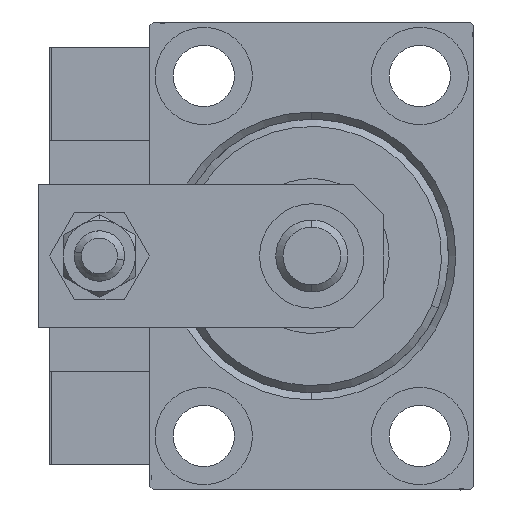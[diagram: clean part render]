
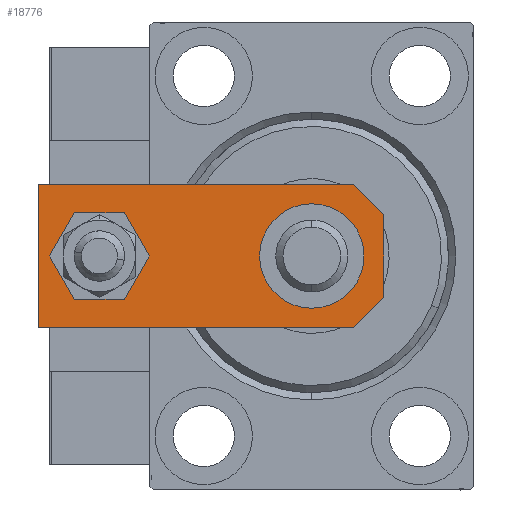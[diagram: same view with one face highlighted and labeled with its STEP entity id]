
A CAD part, left-side view. The second image highlights one B-rep face of the part: STEP entity #18776.
In plain terms, the highlighted face is planar.
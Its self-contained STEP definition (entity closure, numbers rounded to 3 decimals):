
#53 = DIRECTION ( 'NONE',  ( 1., 0., 0. ) ) ;
#118 = EDGE_CURVE ( 'NONE', #8724, #31895, #21269, .T. ) ;
#2094 = CARTESIAN_POINT ( 'NONE',  ( -7.25, 10., 6. ) ) ;
#2215 = EDGE_CURVE ( 'NONE', #4006, #13811, #14838, .T. ) ;
#2815 = CARTESIAN_POINT ( 'NONE',  ( 0., 39.5, 6. ) ) ;
#3019 = ORIENTED_EDGE ( 'NONE', *, *, #5872, .T. ) ;
#3393 = CARTESIAN_POINT ( 'NONE',  ( 0., 39.5, 6. ) ) ;
#3395 = EDGE_LOOP ( 'NONE', ( #42328, #18893 ) ) ;
#3459 = AXIS2_PLACEMENT_3D ( 'NONE', #17513, #26533, #30269 ) ;
#4006 = VERTEX_POINT ( 'NONE', #46490 ) ;
#4805 = CARTESIAN_POINT ( 'NONE',  ( 0., 0., 6. ) ) ;
#4808 = DIRECTION ( 'NONE',  ( 0.707, -0.707, 0. ) ) ;
#5872 = EDGE_CURVE ( 'NONE', #42952, #39252, #33445, .T. ) ;
#5909 = EDGE_CURVE ( 'NONE', #37770, #43763, #48848, .T. ) ;
#6066 = ORIENTED_EDGE ( 'NONE', *, *, #5909, .F. ) ;
#6383 = VERTEX_POINT ( 'NONE', #29286 ) ;
#6528 = CARTESIAN_POINT ( 'NONE',  ( -4., 39.5, 6. ) ) ;
#7243 = VERTEX_POINT ( 'NONE', #9278 ) ;
#8270 = DIRECTION ( 'NONE',  ( 0., 0., 1. ) ) ;
#8356 = VECTOR ( 'NONE', #53, 1000. ) ;
#8724 = VERTEX_POINT ( 'NONE', #44252 ) ;
#8786 = DIRECTION ( 'NONE',  ( 0., 1., 0. ) ) ;
#9278 = CARTESIAN_POINT ( 'NONE',  ( -10., 48., 6. ) ) ;
#9792 = LINE ( 'NONE', #26006, #32525 ) ;
#9800 = CARTESIAN_POINT ( 'NONE',  ( 10., 4.24, 6. ) ) ;
#9974 = DIRECTION ( 'NONE',  ( 0., 0., 1. ) ) ;
#10858 = DIRECTION ( 'NONE',  ( 1., 0., 0. ) ) ;
#13787 = CARTESIAN_POINT ( 'NONE',  ( 2.88, -2.88, 6. ) ) ;
#13811 = VERTEX_POINT ( 'NONE', #6528 ) ;
#14838 = CIRCLE ( 'NONE', #15679, 4. ) ;
#15457 = LINE ( 'NONE', #31654, #8356 ) ;
#15679 = AXIS2_PLACEMENT_3D ( 'NONE', #3393, #47972, #32828 ) ;
#16000 = FACE_BOUND ( 'NONE', #3395, .T. ) ;
#17513 = CARTESIAN_POINT ( 'NONE',  ( 0., 10., 6. ) ) ;
#18776 = ADVANCED_FACE ( 'NONE', ( #16000, #28456, #41176 ), #20492, .T. ) ;
#18893 = ORIENTED_EDGE ( 'NONE', *, *, #2215, .F. ) ;
#19193 = AXIS2_PLACEMENT_3D ( 'NONE', #4805, #8270, #21003 ) ;
#19302 = CIRCLE ( 'NONE', #49789, 4. ) ;
#19563 = CIRCLE ( 'NONE', #3459, 7.25 ) ;
#20029 = VECTOR ( 'NONE', #49622, 1000. ) ;
#20492 = PLANE ( 'NONE',  #19193 ) ;
#20878 = CARTESIAN_POINT ( 'NONE',  ( 7.25, 10., 6. ) ) ;
#21003 = DIRECTION ( 'NONE',  ( 1., 0., 0. ) ) ;
#21269 = LINE ( 'NONE', #24738, #25789 ) ;
#21474 = EDGE_CURVE ( 'NONE', #7243, #8724, #9792, .T. ) ;
#24738 = CARTESIAN_POINT ( 'NONE',  ( -2.88, -2.88, 6. ) ) ;
#25789 = VECTOR ( 'NONE', #4808, 1000. ) ;
#25907 = CARTESIAN_POINT ( 'NONE',  ( 5.76, 0., 6. ) ) ;
#26006 = CARTESIAN_POINT ( 'NONE',  ( -10., 48., 6. ) ) ;
#26533 = DIRECTION ( 'NONE',  ( 0., 0., 1. ) ) ;
#27073 = CARTESIAN_POINT ( 'NONE',  ( 0., 10., 6. ) ) ;
#28456 = FACE_OUTER_BOUND ( 'NONE', #30521, .T. ) ;
#28694 = EDGE_CURVE ( 'NONE', #39252, #6383, #36180, .T. ) ;
#29144 = EDGE_LOOP ( 'NONE', ( #6066, #30514 ) ) ;
#29286 = CARTESIAN_POINT ( 'NONE',  ( 10., 48., 6. ) ) ;
#29628 = EDGE_CURVE ( 'NONE', #13811, #4006, #19302, .T. ) ;
#30269 = DIRECTION ( 'NONE',  ( 1., 0., 0. ) ) ;
#30514 = ORIENTED_EDGE ( 'NONE', *, *, #39311, .F. ) ;
#30521 = EDGE_LOOP ( 'NONE', ( #49835, #46414, #37659, #3019, #50133, #44078 ) ) ;
#30964 = DIRECTION ( 'NONE',  ( 1., 0., 0. ) ) ;
#31166 = VECTOR ( 'NONE', #41733, 1000. ) ;
#31654 = CARTESIAN_POINT ( 'NONE',  ( -10., 0., 6. ) ) ;
#31895 = VERTEX_POINT ( 'NONE', #45599 ) ;
#32469 = EDGE_CURVE ( 'NONE', #6383, #7243, #49183, .T. ) ;
#32525 = VECTOR ( 'NONE', #42194, 1000. ) ;
#32828 = DIRECTION ( 'NONE',  ( 1., 0., 0. ) ) ;
#33445 = LINE ( 'NONE', #13787, #20029 ) ;
#35130 = EDGE_CURVE ( 'NONE', #31895, #42952, #15457, .T. ) ;
#36180 = LINE ( 'NONE', #44919, #44676 ) ;
#37659 = ORIENTED_EDGE ( 'NONE', *, *, #35130, .T. ) ;
#37770 = VERTEX_POINT ( 'NONE', #2094 ) ;
#37862 = AXIS2_PLACEMENT_3D ( 'NONE', #27073, #39264, #10858 ) ;
#39252 = VERTEX_POINT ( 'NONE', #9800 ) ;
#39264 = DIRECTION ( 'NONE',  ( 0., 0., 1. ) ) ;
#39311 = EDGE_CURVE ( 'NONE', #43763, #37770, #19563, .T. ) ;
#41176 = FACE_BOUND ( 'NONE', #29144, .T. ) ;
#41733 = DIRECTION ( 'NONE',  ( -1., 0., 0. ) ) ;
#42194 = DIRECTION ( 'NONE',  ( 0., -1., 0. ) ) ;
#42328 = ORIENTED_EDGE ( 'NONE', *, *, #29628, .F. ) ;
#42952 = VERTEX_POINT ( 'NONE', #25907 ) ;
#43763 = VERTEX_POINT ( 'NONE', #20878 ) ;
#44078 = ORIENTED_EDGE ( 'NONE', *, *, #32469, .T. ) ;
#44252 = CARTESIAN_POINT ( 'NONE',  ( -10., 4.24, 6. ) ) ;
#44676 = VECTOR ( 'NONE', #8786, 1000. ) ;
#44919 = CARTESIAN_POINT ( 'NONE',  ( 10., 0., 6. ) ) ;
#45599 = CARTESIAN_POINT ( 'NONE',  ( -5.76, 0., 6. ) ) ;
#46414 = ORIENTED_EDGE ( 'NONE', *, *, #118, .T. ) ;
#46490 = CARTESIAN_POINT ( 'NONE',  ( 4., 39.5, 6. ) ) ;
#47972 = DIRECTION ( 'NONE',  ( 0., 0., 1. ) ) ;
#48848 = CIRCLE ( 'NONE', #37862, 7.25 ) ;
#49183 = LINE ( 'NONE', #49698, #31166 ) ;
#49622 = DIRECTION ( 'NONE',  ( 0.707, 0.707, 0. ) ) ;
#49698 = CARTESIAN_POINT ( 'NONE',  ( 10., 48., 6. ) ) ;
#49789 = AXIS2_PLACEMENT_3D ( 'NONE', #2815, #9974, #30964 ) ;
#49835 = ORIENTED_EDGE ( 'NONE', *, *, #21474, .T. ) ;
#50133 = ORIENTED_EDGE ( 'NONE', *, *, #28694, .T. ) ;
